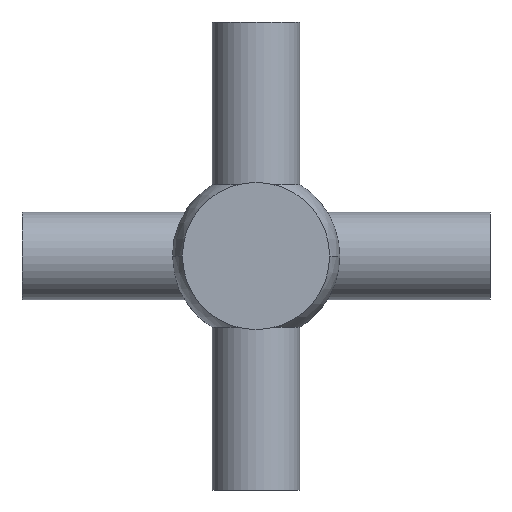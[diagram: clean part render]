
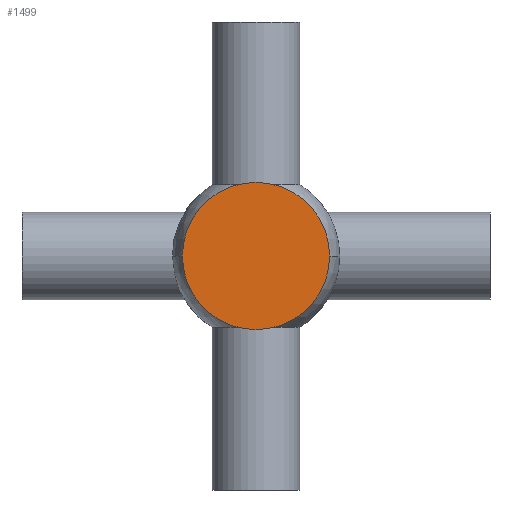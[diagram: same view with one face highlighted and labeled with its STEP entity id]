
A CAD part, front view. The second image highlights one B-rep face of the part: STEP entity #1499.
In plain terms, the highlighted planar face has unit normal (0, -1, 0).
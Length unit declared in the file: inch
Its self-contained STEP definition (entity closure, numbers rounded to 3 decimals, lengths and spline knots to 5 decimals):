
#42 = CARTESIAN_POINT ( 'NONE',  ( 0., -5.26, 0. ) ) ;
#124 = PLANE ( 'NONE',  #224 ) ;
#130 = CIRCLE ( 'NONE', #1083, 1.263 ) ;
#207 = EDGE_CURVE ( 'NONE', #434, #1144, #130, .T. ) ;
#224 = AXIS2_PLACEMENT_3D ( 'NONE', #589, #1187, #243 ) ;
#243 = DIRECTION ( 'NONE',  ( -1., 0., 0. ) ) ;
#419 = EDGE_LOOP ( 'NONE', ( #1251, #831 ) ) ;
#434 = VERTEX_POINT ( 'NONE', #1250 ) ;
#485 = AXIS2_PLACEMENT_3D ( 'NONE', #537, #1477, #999 ) ;
#527 = FACE_OUTER_BOUND ( 'NONE', #419, .T. ) ;
#537 = CARTESIAN_POINT ( 'NONE',  ( 0., -5.26, 0. ) ) ;
#589 = CARTESIAN_POINT ( 'NONE',  ( 0., -5.26, 0. ) ) ;
#609 = DIRECTION ( 'NONE',  ( -1., 0., 0. ) ) ;
#831 = ORIENTED_EDGE ( 'NONE', *, *, #1408, .F. ) ;
#919 = CIRCLE ( 'NONE', #485, 1.263 ) ;
#999 = DIRECTION ( 'NONE',  ( -1., 0., 0. ) ) ;
#1083 = AXIS2_PLACEMENT_3D ( 'NONE', #42, #1454, #609 ) ;
#1122 = CARTESIAN_POINT ( 'NONE',  ( 1.263, -5.26, 0. ) ) ;
#1144 = VERTEX_POINT ( 'NONE', #1122 ) ;
#1187 = DIRECTION ( 'NONE',  ( 0., 1., 0. ) ) ;
#1250 = CARTESIAN_POINT ( 'NONE',  ( -1.263, -5.26, 0. ) ) ;
#1251 = ORIENTED_EDGE ( 'NONE', *, *, #207, .F. ) ;
#1408 = EDGE_CURVE ( 'NONE', #1144, #434, #919, .T. ) ;
#1454 = DIRECTION ( 'NONE',  ( 0., 1., 0. ) ) ;
#1477 = DIRECTION ( 'NONE',  ( 0., 1., 0. ) ) ;
#1499 = ADVANCED_FACE ( 'NONE', ( #527 ), #124, .F. ) ;
